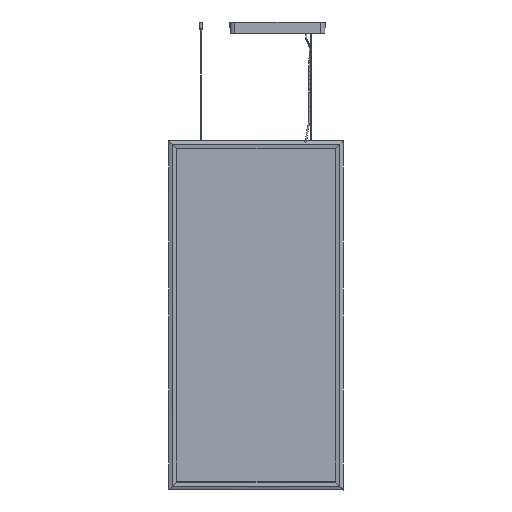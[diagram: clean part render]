
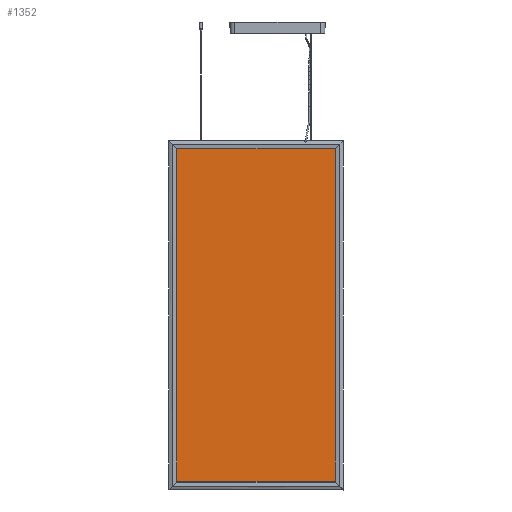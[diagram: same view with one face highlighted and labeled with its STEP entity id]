
A CAD part, front view. The second image highlights one B-rep face of the part: STEP entity #1352.
In plain terms, the highlighted planar face has unit normal (0, -1, 0).
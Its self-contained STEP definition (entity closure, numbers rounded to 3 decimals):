
#1352=ADVANCED_FACE('',(#1565),#4141,.T.);
#1565=FACE_OUTER_BOUND('',#1787,.T.);
#1787=EDGE_LOOP('',(#2728,#2729,#2730,#2731));
#2728=ORIENTED_EDGE('',*,*,#3239,.T.);
#2729=ORIENTED_EDGE('',*,*,#3248,.T.);
#2730=ORIENTED_EDGE('',*,*,#3243,.F.);
#2731=ORIENTED_EDGE('',*,*,#3247,.F.);
#3239=EDGE_CURVE('',#4054,#4055,#3741,.T.);
#3243=EDGE_CURVE('',#4058,#4059,#3745,.T.);
#3247=EDGE_CURVE('',#4054,#4058,#3749,.T.);
#3248=EDGE_CURVE('',#4055,#4059,#3750,.T.);
#3741=B_SPLINE_CURVE_WITH_KNOTS('',1,(#10322,#10323),.UNSPECIFIED.,.F.,
 .F.,(2,2),(0.,931.2),.UNSPECIFIED.);
#3745=B_SPLINE_CURVE_WITH_KNOTS('',1,(#10330,#10331),.UNSPECIFIED.,.F.,
 .F.,(2,2),(0.,931.2),.UNSPECIFIED.);
#3749=B_SPLINE_CURVE_WITH_KNOTS('',1,(#10338,#10339),.UNSPECIFIED.,.F.,
 .F.,(2,2),(0.,929.),.UNSPECIFIED.);
#3750=B_SPLINE_CURVE_WITH_KNOTS('',1,(#10340,#10341),.UNSPECIFIED.,.F.,
 .F.,(2,2),(0.,929.),.UNSPECIFIED.);
#4054=VERTEX_POINT('',#10314);
#4055=VERTEX_POINT('',#10315);
#4058=VERTEX_POINT('',#10318);
#4059=VERTEX_POINT('',#10319);
#4141=PLANE('',#4349);
#4349=AXIS2_PLACEMENT_3D('',#10308,#4448,$);
#4448=DIRECTION('',(0.,-1.,0.));
#10308=CARTESIAN_POINT('',(2233.449,-2.,-997.971));
#10314=CARTESIAN_POINT('',(2233.449,-2.,-997.971));
#10315=CARTESIAN_POINT('',(2932.047,-2.,-997.971));
#10318=CARTESIAN_POINT('',(2233.449,-2.,433.544));
#10319=CARTESIAN_POINT('',(2932.047,-2.,433.544));
#10322=CARTESIAN_POINT('',(2233.449,-2.,-997.971));
#10323=CARTESIAN_POINT('',(2932.047,-2.,-997.971));
#10330=CARTESIAN_POINT('',(2233.449,-2.,433.544));
#10331=CARTESIAN_POINT('',(2932.047,-2.,433.544));
#10338=CARTESIAN_POINT('',(2233.449,-2.,-997.971));
#10339=CARTESIAN_POINT('',(2233.449,-2.,433.544));
#10340=CARTESIAN_POINT('',(2932.047,-2.,-997.971));
#10341=CARTESIAN_POINT('',(2932.047,-2.,433.544));
